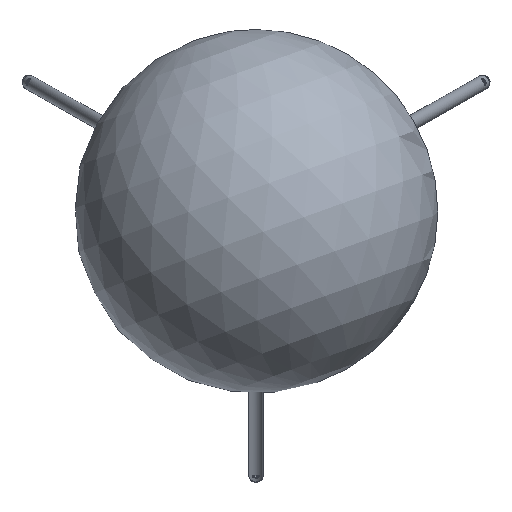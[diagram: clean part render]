
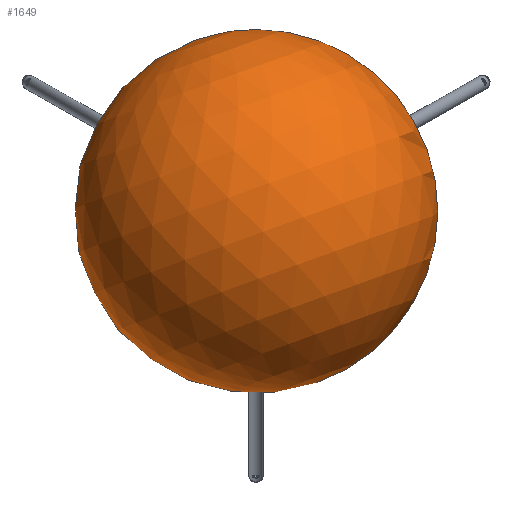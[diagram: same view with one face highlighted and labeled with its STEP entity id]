
A CAD part, top view. The second image highlights one B-rep face of the part: STEP entity #1649.
In plain terms, the highlighted spherical face has radius 250 mm.
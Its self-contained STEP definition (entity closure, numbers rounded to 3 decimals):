
#20=SPHERICAL_SURFACE('',#2151,250.);
#191=FACE_BOUND('',#422,.T.);
#304=FACE_OUTER_BOUND('',#421,.T.);
#421=EDGE_LOOP('',(#1438,#1439));
#422=EDGE_LOOP('',(#1440,#1441));
#732=CIRCLE('',#2147,70.);
#733=CIRCLE('',#2148,70.);
#735=CIRCLE('',#2152,250.);
#864=VERTEX_POINT('',#3191);
#865=VERTEX_POINT('',#3193);
#868=VERTEX_POINT('',#3201);
#869=VERTEX_POINT('',#3202);
#1062=EDGE_CURVE('',#864,#865,#732,.T.);
#1063=EDGE_CURVE('',#865,#864,#733,.T.);
#1065=EDGE_CURVE('',#868,#869,#735,.T.);
#1438=ORIENTED_EDGE('',*,*,#1065,.T.);
#1439=ORIENTED_EDGE('',*,*,#1065,.F.);
#1440=ORIENTED_EDGE('',*,*,#1063,.F.);
#1441=ORIENTED_EDGE('',*,*,#1062,.F.);
#1649=ADVANCED_FACE('',(#304,#191),#20,.T.);
#2147=AXIS2_PLACEMENT_3D('',#3194,#2622,#2623);
#2148=AXIS2_PLACEMENT_3D('',#3195,#2624,#2625);
#2151=AXIS2_PLACEMENT_3D('',#3200,#2630,#2631);
#2152=AXIS2_PLACEMENT_3D('',#3203,#2632,#2633);
#2622=DIRECTION('center_axis',(0.,1.,0.));
#2623=DIRECTION('ref_axis',(-1.,0.,0.));
#2624=DIRECTION('center_axis',(0.,1.,0.));
#2625=DIRECTION('ref_axis',(-1.,0.,0.));
#2630=DIRECTION('center_axis',(0.,0.,1.));
#2631=DIRECTION('ref_axis',(1.,0.,0.));
#2632=DIRECTION('center_axis',(0.,-1.,0.));
#2633=DIRECTION('ref_axis',(-1.,0.,0.));
#3191=CARTESIAN_POINT('',(70.,240.,0.));
#3193=CARTESIAN_POINT('',(-70.,240.,0.));
#3194=CARTESIAN_POINT('Origin',(0.,240.,0.));
#3195=CARTESIAN_POINT('Origin',(0.,240.,0.));
#3200=CARTESIAN_POINT('Origin',(0.,0.,0.));
#3201=CARTESIAN_POINT('',(0.,0.,250.));
#3202=CARTESIAN_POINT('',(0.,0.,-250.));
#3203=CARTESIAN_POINT('Origin',(0.,0.,0.));
